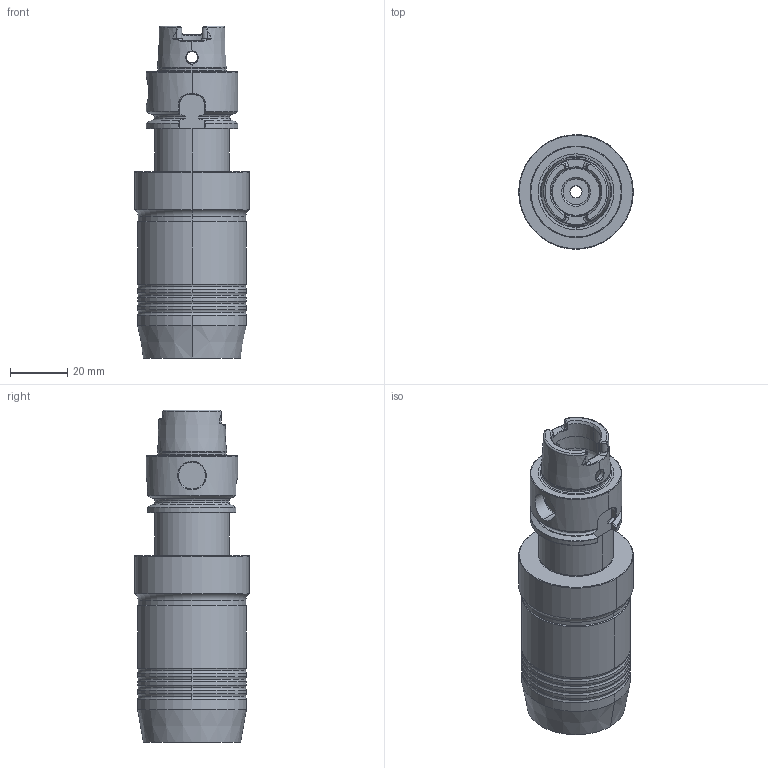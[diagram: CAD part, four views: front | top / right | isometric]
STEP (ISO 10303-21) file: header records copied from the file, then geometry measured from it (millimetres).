
FILE_DESCRIPTION (( 'STEP AP214' ), '1' );
FILE_NAME ('77.A32.016 x=100_step.STEP', '2021-06-22T12:36:35', ( '' ), ( '' ), 'SwSTEP 2.0', 'SolidWorks 2018', '' );
FILE_SCHEMA (( 'AUTOMOTIVE_DESIGN' ));
Length unit declared in the file: millimetre
Products named in the file (1): 77.A32.016 x=100_step
Bounding box: 40 x 40 x 115.9 mm (x, y, z)
Volume: 84500.7 mm3; surface area: 20175.8 mm2
Topology: 1 solids, 1 shells, 319 faces, 784 edges, 458 vertices
Faces by surface type: bspline 92, cylinder 67, plane 63, torus 58, cone 39
Entity records: 15779 total; most frequent: CARTESIAN_POINT 8940, ORIENTED_EDGE 1544, DIRECTION 1115, EDGE_CURVE 772, AXIS2_PLACEMENT_3D 478, VERTEX_POINT 458, B_SPLINE_CURVE_WITH_KNOTS 328, EDGE_LOOP 328
